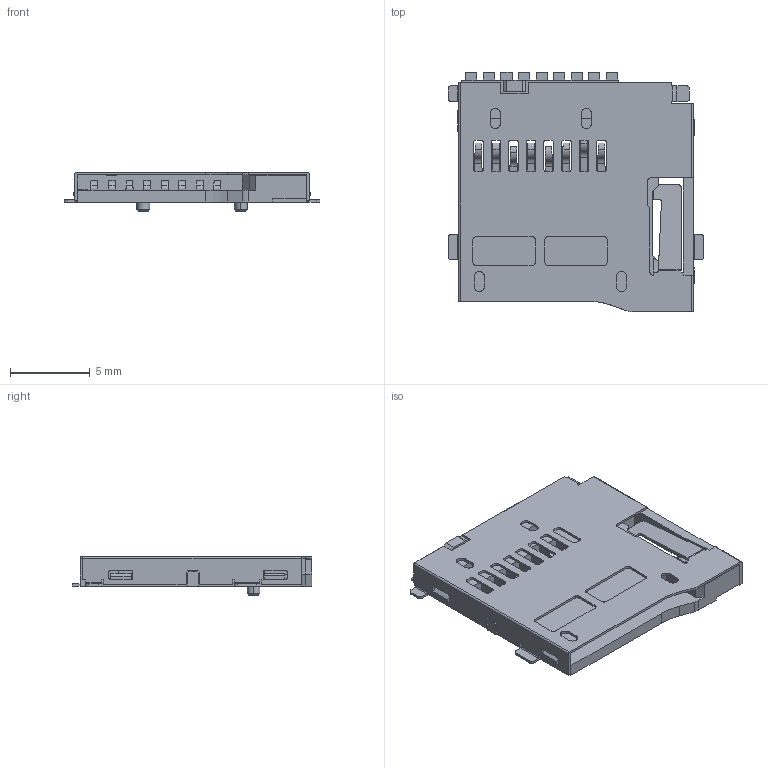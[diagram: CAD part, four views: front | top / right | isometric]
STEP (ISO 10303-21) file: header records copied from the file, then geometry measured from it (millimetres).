
FILE_DESCRIPTION (( 'STEP AP203' ), '1' );
FILE_NAME ('raspberry_pi_B+_(slot).step', '2019-10-07T21:35:04', ( '' ), ( '' ), 'SwSTEP 2.0', 'SolidWorks 2017', '' );
FILE_SCHEMA (( 'CONFIG_CONTROL_DESIGN' ));
Length unit declared in the file: inch
Products named in the file (1): raspberry_pi_B+_(slot)
Bounding box: 16 x 15 x 2.44 mm (x, y, z)
Volume: 217.1 mm3; surface area: 854.9 mm2
Topology: 1 solids, 1 shells, 567 faces, 1654 edges, 1094 vertices
Faces by surface type: plane 394, cylinder 169, bspline 4
Entity records: 18807 total; most frequent: CARTESIAN_POINT 3688, ORIENTED_EDGE 3308, DIRECTION 2926, EDGE_CURVE 1654, VECTOR 1310, LINE 1310, VERTEX_POINT 1094, AXIS2_PLACEMENT_3D 808
